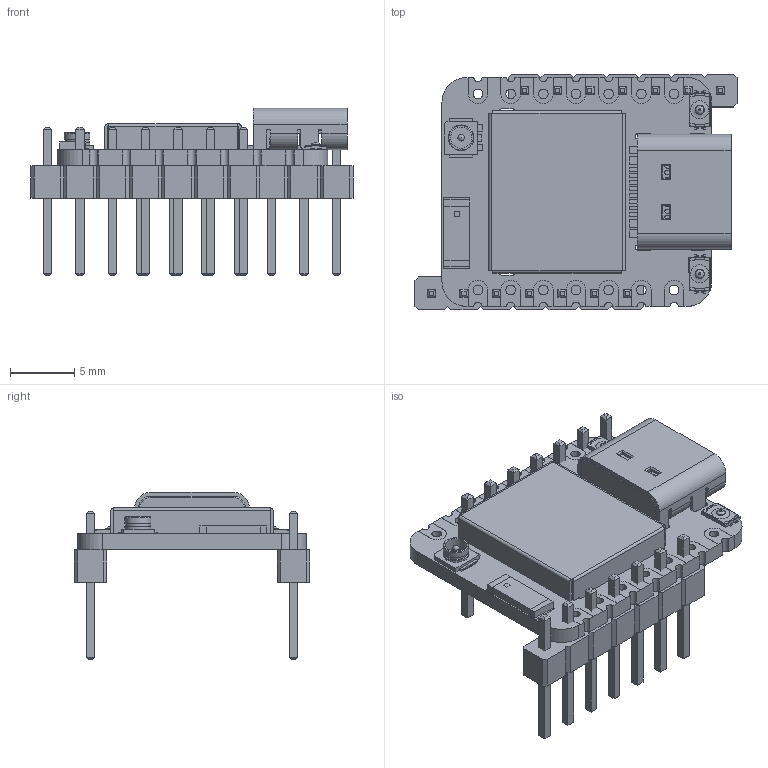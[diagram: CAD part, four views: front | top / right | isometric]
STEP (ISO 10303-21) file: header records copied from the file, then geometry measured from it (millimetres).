
FILE_DESCRIPTION(('FreeCAD Model'),'2;1');
FILE_NAME('Open CASCADE Shape Model','2025-07-05T17:05:03',(''),(''), 'Open CASCADE STEP processor 7.8','FreeCAD','Unknown');
FILE_SCHEMA(('AUTOMOTIVE_DESIGN { 1 0 10303 214 1 1 1 1 }'));
Length unit declared in the file: millimetre
Products named in the file (45): Assembly; Seeed Studio XIAO ESP32-C6 v7; Seeed Studio XIAO-ESP32-C6; USB TYPE C PORT; USB TYPE C PORT (1); BOSS-EXTRUDE14_8_; BOSS-EXTRUDE7_4_; BOSS-EXTRUDE7_3_; BOSS-EXTRUDE14_4_; BOSS-EXTRUDE14_2_; BOSS-EXTRUDE14_11_; BOSS-EXTRUDE7_7_; BOSS-EXTRUDE14_9_; BOSS-EXTRUDE14_3_; BOSS-EXTRUDE14_7_; MIRROR2; BOSS-EXTRUDE14_5_; BOSS-EXTRUDE14_12_; BOSS-EXTRUDE7_8_; BOSS-EXTRUDE7_1_; BOSS-EXTRUDE14_10_; BOSS-EXTRUDE7_9_; BOSS-EXTRUDE14_6_; CHAMFER9; BOSS-EXTRUDE14_1_; BOSS-EXTRUDE7_6_; BOSS-EXTRUDE7_2_; CUT-EXTRUDE5; BOSS-EXTRUDE7_5_; U.FL Connector v004; U.FL Connector v1; U.FL Connector v002; U.FL Connector v003; Shield; COMPOUND003; COMPOUND; COMPOUND001; COMPOUND002; SKTAAAE010 v1; KH5220-A36 (Ceramic Antenna) v006 ...
Assembly tree (46 placements, depth 6):
  Assembly
    Seeed Studio XIAO ESP32-C6 v7
      Seeed Studio XIAO-ESP32-C6
        USB TYPE C PORT
          USB TYPE C PORT (1)
            BOSS-EXTRUDE14_8_
            BOSS-EXTRUDE7_4_
            BOSS-EXTRUDE7_3_
            BOSS-EXTRUDE14_4_
            BOSS-EXTRUDE14_2_
            BOSS-EXTRUDE14_11_
            BOSS-EXTRUDE7_7_
            BOSS-EXTRUDE14_9_
            BOSS-EXTRUDE14_3_
            BOSS-EXTRUDE14_7_
            MIRROR2
            BOSS-EXTRUDE14_5_
            BOSS-EXTRUDE14_12_
            BOSS-EXTRUDE7_8_
            BOSS-EXTRUDE7_1_
            BOSS-EXTRUDE14_10_
            BOSS-EXTRUDE7_9_
            BOSS-EXTRUDE14_6_
            CHAMFER9
            BOSS-EXTRUDE14_1_
            BOSS-EXTRUDE7_6_
            BOSS-EXTRUDE7_2_
            CUT-EXTRUDE5
            BOSS-EXTRUDE7_5_
        U.FL Connector v004
          U.FL Connector v1
          U.FL Connector v002
          U.FL Connector v003
        Shield
        COMPOUND003
          COMPOUND
          COMPOUND001
          COMPOUND002
      SKTAAAE010 v1  x2
      KH5220-A36 (Ceramic Antenna) v006
        KH5220-A36 (Ceramic Antenna) v2
        KH5220-A36 (Ceramic Antenna) v003
        KH5220-A36 (Ceramic Antenna) v004
        KH5220-A36 (Ceramic Antenna) v005
    PinHeader_1x07_P254mm_Vertical  x2
Bounding box: 25.02 x 18.29 x 13 mm (x, y, z)
Volume: 891.1 mm3; surface area: 2695.1 mm2
Topology: 39 solids, 39 shells, 1395 faces, 3560 edges, 2291 vertices
Faces by surface type: plane 1123, cylinder 234, torus 14, cone 9, bspline 8, sphere 7
Full cylindrical faces by diameter (mm): 0.5 x3, 0.6 x2, 0.75 x14, 1.524 x8, 1.65 x1, 1.9 x1, 2 x2
Entity records: 37369 total; most frequent: CARTESIAN_POINT 6302, ORIENTED_EDGE 5760, DIRECTION 5704, EDGE_CURVE 2880, LINE 2394, VECTOR 2394, VERTEX_POINT 1864, AXIS2_PLACEMENT_3D 1655
